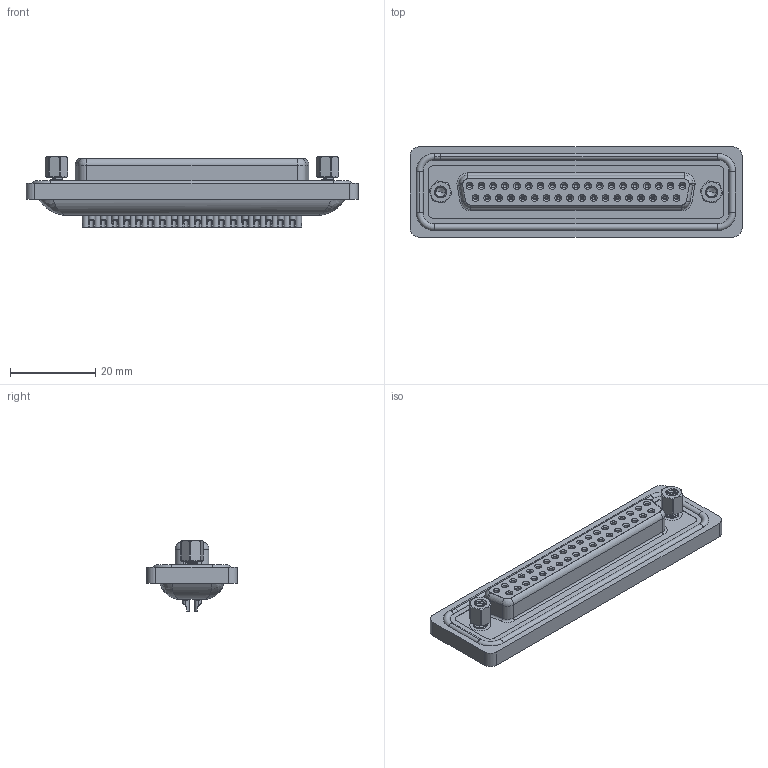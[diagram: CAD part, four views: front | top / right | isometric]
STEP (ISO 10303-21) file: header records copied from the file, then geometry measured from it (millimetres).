
FILE_DESCRIPTION (( 'STEP AP203' ), '1' );
FILE_NAME ('628-W37-622-012.STEP', '2024-03-21T19:42:53', ( '' ), ( '' ), 'SwSTEP 2.0', 'SolidWorks 2023', '' );
FILE_SCHEMA (( 'CONFIG_CONTROL_DESIGN' ));
Length unit declared in the file: millimetre
Products named in the file (8): 628W Contact Row 1_22; 628W 4-40 Threaded Rivet; 628W Contact Row 2_22; 628W 4-40 Hex Standoff; 628-W37-622-012; 628W Shell Front_37 Contacts; 628W Housing_37 Contacts; 628W Waterproof Housing_37 Contacts
Assembly tree (44 placements, depth 2):
  628-W37-622-012
    628W Housing_37 Contacts
    628W Shell Front_37 Contacts
    628W Contact Row 1_22  x19
    628W Contact Row 2_22  x18
    628W 4-40 Threaded Rivet  x2
    628W Waterproof Housing_37 Contacts
    628W 4-40 Hex Standoff  x2
Bounding box: 77.8 x 21.1 x 16.6 mm (x, y, z)
Volume: 11076.2 mm3; surface area: 18088.6 mm2
Topology: 45 solids, 45 shells, 2532 faces, 6334 edges, 3940 vertices
Faces by surface type: cylinder 1071, plane 730, cone 363, torus 346, bspline 22
Entity records: 34698 total; most frequent: CARTESIAN_POINT 9516, DIRECTION 5291, ORIENTED_EDGE 4568, EDGE_CURVE 2284, AXIS2_PLACEMENT_3D 2218, VERTEX_POINT 1465, EDGE_LOOP 1253, CIRCLE 1219
